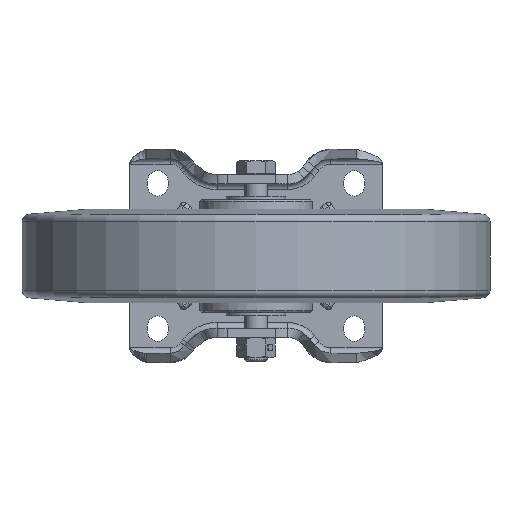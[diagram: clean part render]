
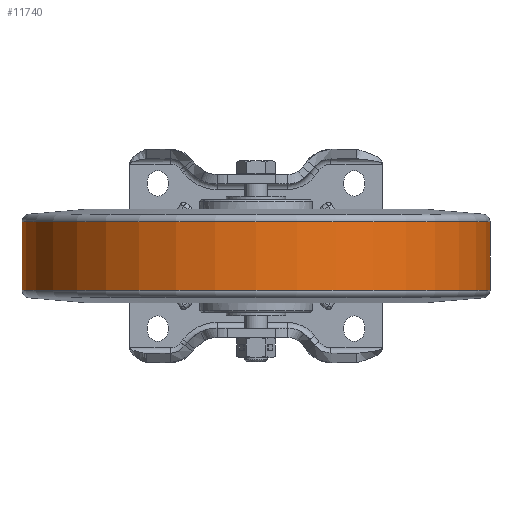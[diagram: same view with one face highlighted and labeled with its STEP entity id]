
A CAD part, front view. The second image highlights one B-rep face of the part: STEP entity #11740.
In plain terms, the highlighted cylindrical face has radius 125 mm (diameter 250 mm), a partial arc.
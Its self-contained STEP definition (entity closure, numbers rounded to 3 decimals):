
#439 = VECTOR ( 'NONE', #21105, 1000. ) ;
#1011 = CYLINDRICAL_SURFACE ( 'NONE', #1159, 125. ) ;
#1051 = AXIS2_PLACEMENT_3D ( 'NONE', #7202, #21951, #8946 ) ;
#1159 = AXIS2_PLACEMENT_3D ( 'NONE', #1730, #21536, #2121 ) ;
#1380 = CARTESIAN_POINT ( 'NONE',  ( -125., -172., -12.546 ) ) ;
#1563 = EDGE_CURVE ( 'NONE', #6455, #13094, #17987, .T. ) ;
#1589 = FACE_OUTER_BOUND ( 'NONE', #13823, .T. ) ;
#1611 = ORIENTED_EDGE ( 'NONE', *, *, #1563, .F. ) ;
#1730 = CARTESIAN_POINT ( 'NONE',  ( 0., -172., -12.546 ) ) ;
#1851 = CARTESIAN_POINT ( 'NONE',  ( -125., -172., -18.328 ) ) ;
#2121 = DIRECTION ( 'NONE',  ( -1., 0., 0. ) ) ;
#4803 = DIRECTION ( 'NONE',  ( 0., 0., -1. ) ) ;
#4971 = LINE ( 'NONE', #1380, #439 ) ;
#6455 = VERTEX_POINT ( 'NONE', #18161 ) ;
#6830 = CARTESIAN_POINT ( 'NONE',  ( 0., -172., -18.328 ) ) ;
#7202 = CARTESIAN_POINT ( 'NONE',  ( 0., -172., 18.328 ) ) ;
#7479 = CIRCLE ( 'NONE', #1051, 125. ) ;
#7990 = EDGE_CURVE ( 'NONE', #19765, #16979, #4971, .T. ) ;
#8530 = CIRCLE ( 'NONE', #18297, 125. ) ;
#8946 = DIRECTION ( 'NONE',  ( 1., 0., 0. ) ) ;
#11001 = ORIENTED_EDGE ( 'NONE', *, *, #7990, .T. ) ;
#11740 = ADVANCED_FACE ( 'NONE', ( #1589 ), #1011, .T. ) ;
#12084 = DIRECTION ( 'NONE',  ( 0., 0., 1. ) ) ;
#13094 = VERTEX_POINT ( 'NONE', #19040 ) ;
#13823 = EDGE_LOOP ( 'NONE', ( #1611, #20971, #11001, #15745 ) ) ;
#15745 = ORIENTED_EDGE ( 'NONE', *, *, #18116, .T. ) ;
#16508 = CARTESIAN_POINT ( 'NONE',  ( -125., -172., 18.328 ) ) ;
#16979 = VERTEX_POINT ( 'NONE', #1851 ) ;
#17519 = EDGE_CURVE ( 'NONE', #6455, #19765, #7479, .T. ) ;
#17987 = LINE ( 'NONE', #21262, #21958 ) ;
#18116 = EDGE_CURVE ( 'NONE', #16979, #13094, #8530, .T. ) ;
#18161 = CARTESIAN_POINT ( 'NONE',  ( 125., -172., 18.328 ) ) ;
#18297 = AXIS2_PLACEMENT_3D ( 'NONE', #6830, #12084, #21122 ) ;
#19040 = CARTESIAN_POINT ( 'NONE',  ( 125., -172., -18.328 ) ) ;
#19765 = VERTEX_POINT ( 'NONE', #16508 ) ;
#20971 = ORIENTED_EDGE ( 'NONE', *, *, #17519, .T. ) ;
#21105 = DIRECTION ( 'NONE',  ( 0., 0., -1. ) ) ;
#21122 = DIRECTION ( 'NONE',  ( 1., 0., 0. ) ) ;
#21262 = CARTESIAN_POINT ( 'NONE',  ( 125., -172., -12.546 ) ) ;
#21536 = DIRECTION ( 'NONE',  ( 0., 0., -1. ) ) ;
#21951 = DIRECTION ( 'NONE',  ( 0., 0., -1. ) ) ;
#21958 = VECTOR ( 'NONE', #4803, 1000. ) ;
